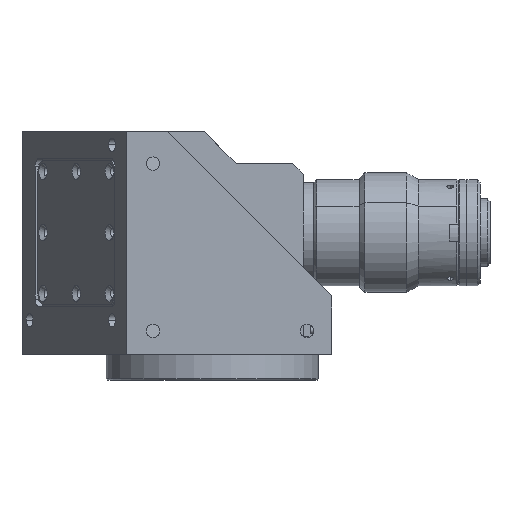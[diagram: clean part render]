
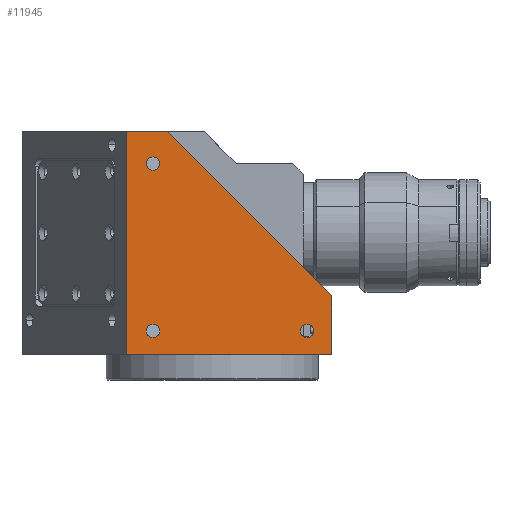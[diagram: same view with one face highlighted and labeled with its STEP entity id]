
A CAD part, front view. The second image highlights one B-rep face of the part: STEP entity #11945.
In plain terms, the highlighted planar face has unit normal (0, -1, 0).
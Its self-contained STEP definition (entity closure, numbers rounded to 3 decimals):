
#163 = CARTESIAN_POINT ( 'NONE',  ( -16.787, -44., 251.355 ) ) ;
#303 = ORIENTED_EDGE ( 'NONE', *, *, #10558, .F. ) ;
#378 = ORIENTED_EDGE ( 'NONE', *, *, #10575, .F. ) ;
#406 = ORIENTED_EDGE ( 'NONE', *, *, #607, .F. ) ;
#421 = ORIENTED_EDGE ( 'NONE', *, *, #12815, .F. ) ;
#429 = ORIENTED_EDGE ( 'NONE', *, *, #10553, .F. ) ;
#440 = VERTEX_POINT ( 'NONE', #163 ) ;
#505 = CARTESIAN_POINT ( 'NONE',  ( -22.304, -44., 173.855 ) ) ;
#607 = EDGE_CURVE ( 'NONE', #8928, #12141, #13103, .T. ) ;
#772 = VERTEX_POINT ( 'NONE', #13217 ) ;
#824 = EDGE_LOOP ( 'NONE', ( #378, #406 ) ) ;
#1403 = CARTESIAN_POINT ( 'NONE',  ( -22.304, -44., 236.855 ) ) ;
#1625 = CIRCLE ( 'NONE', #8432, 2.5 ) ;
#2183 = EDGE_LOOP ( 'NONE', ( #303, #6742 ) ) ;
#3052 = EDGE_LOOP ( 'NONE', ( #6885, #8680, #6900, #6930, #6945 ) ) ;
#3256 = VERTEX_POINT ( 'NONE', #5068 ) ;
#3904 = CARTESIAN_POINT ( 'NONE',  ( 35.696, -44., 178.855 ) ) ;
#4147 = CARTESIAN_POINT ( 'NONE',  ( 45., -44., 157.355 ) ) ;
#4173 = DIRECTION ( 'NONE',  ( 1., 0., 0. ) ) ;
#4178 = DIRECTION ( 'NONE',  ( 0., -1., 0. ) ) ;
#4393 = VERTEX_POINT ( 'NONE', #13414 ) ;
#4612 = PLANE ( 'NONE',  #9716 ) ;
#4747 = VERTEX_POINT ( 'NONE', #13250 ) ;
#5068 = CARTESIAN_POINT ( 'NONE',  ( -32.304, -44., 251.355 ) ) ;
#6238 = VECTOR ( 'NONE', #11782, 1000. ) ;
#6294 = CIRCLE ( 'NONE', #12323, 2.5 ) ;
#6316 = AXIS2_PLACEMENT_3D ( 'NONE', #13546, #13533, #13517 ) ;
#6471 = VERTEX_POINT ( 'NONE', #11399 ) ;
#6499 = LINE ( 'NONE', #11737, #6238 ) ;
#6519 = CIRCLE ( 'NONE', #12423, 2.5 ) ;
#6548 = CIRCLE ( 'NONE', #12444, 2.5 ) ;
#6561 = VECTOR ( 'NONE', #12325, 1000. ) ;
#6579 = VECTOR ( 'NONE', #12345, 1000. ) ;
#6620 = LINE ( 'NONE', #12611, #6579 ) ;
#6656 = LINE ( 'NONE', #12433, #6561 ) ;
#6742 = ORIENTED_EDGE ( 'NONE', *, *, #13953, .F. ) ;
#6837 = DIRECTION ( 'NONE',  ( 0., 0., -1. ) ) ;
#6843 = DIRECTION ( 'NONE',  ( 0., -1., 0. ) ) ;
#6885 = ORIENTED_EDGE ( 'NONE', *, *, #10524, .F. ) ;
#6888 = CARTESIAN_POINT ( 'NONE',  ( -22.304, -44., 176.355 ) ) ;
#6900 = ORIENTED_EDGE ( 'NONE', *, *, #9966, .F. ) ;
#6930 = ORIENTED_EDGE ( 'NONE', *, *, #10577, .T. ) ;
#6945 = ORIENTED_EDGE ( 'NONE', *, *, #10520, .T. ) ;
#7122 = VECTOR ( 'NONE', #13244, 1000. ) ;
#7166 = LINE ( 'NONE', #13255, #7122 ) ;
#7803 = DIRECTION ( 'NONE',  ( 0., 0., 1. ) ) ;
#8099 = AXIS2_PLACEMENT_3D ( 'NONE', #8771, #8517, #8687 ) ;
#8432 = AXIS2_PLACEMENT_3D ( 'NONE', #6888, #6843, #6837 ) ;
#8517 = DIRECTION ( 'NONE',  ( 0., -1., 0. ) ) ;
#8518 = CARTESIAN_POINT ( 'NONE',  ( -32.304, -44., 157.355 ) ) ;
#8680 = ORIENTED_EDGE ( 'NONE', *, *, #10423, .F. ) ;
#8687 = DIRECTION ( 'NONE',  ( 0., 0., -1. ) ) ;
#8771 = CARTESIAN_POINT ( 'NONE',  ( 35.696, -44., 176.355 ) ) ;
#8928 = VERTEX_POINT ( 'NONE', #3904 ) ;
#9178 = VECTOR ( 'NONE', #7803, 1000. ) ;
#9234 = EDGE_LOOP ( 'NONE', ( #429, #421 ) ) ;
#9240 = LINE ( 'NONE', #8518, #9178 ) ;
#9716 = AXIS2_PLACEMENT_3D ( 'NONE', #4147, #4178, #4173 ) ;
#9831 = FACE_OUTER_BOUND ( 'NONE', #3052, .T. ) ;
#9841 = FACE_BOUND ( 'NONE', #824, .T. ) ;
#9928 = FACE_BOUND ( 'NONE', #2183, .T. ) ;
#9966 = EDGE_CURVE ( 'NONE', #6471, #3256, #9240, .T. ) ;
#9993 = FACE_BOUND ( 'NONE', #9234, .T. ) ;
#10423 = EDGE_CURVE ( 'NONE', #3256, #440, #7166, .T. ) ;
#10455 = VERTEX_POINT ( 'NONE', #13035 ) ;
#10520 = EDGE_CURVE ( 'NONE', #772, #10455, #6620, .T. ) ;
#10524 = EDGE_CURVE ( 'NONE', #440, #10455, #6656, .T. ) ;
#10553 = EDGE_CURVE ( 'NONE', #13426, #4393, #6548, .T. ) ;
#10558 = EDGE_CURVE ( 'NONE', #13894, #4747, #6519, .T. ) ;
#10575 = EDGE_CURVE ( 'NONE', #12141, #8928, #6294, .T. ) ;
#10577 = EDGE_CURVE ( 'NONE', #6471, #772, #6499, .T. ) ;
#11399 = CARTESIAN_POINT ( 'NONE',  ( -32.304, -44., 167.355 ) ) ;
#11701 = DIRECTION ( 'NONE',  ( 0., 0., -1. ) ) ;
#11719 = DIRECTION ( 'NONE',  ( 0., -1., 0. ) ) ;
#11733 = CARTESIAN_POINT ( 'NONE',  ( 35.696, -44., 176.355 ) ) ;
#11737 = CARTESIAN_POINT ( 'NONE',  ( 45., -44., 167.355 ) ) ;
#11782 = DIRECTION ( 'NONE',  ( 1., 0., 0. ) ) ;
#11945 = ADVANCED_FACE ( 'NONE', ( #9928, #9841, #9993, #9831 ), #4612, .T. ) ;
#12008 = DIRECTION ( 'NONE',  ( 0., 0., -1. ) ) ;
#12017 = DIRECTION ( 'NONE',  ( 0., -1., 0. ) ) ;
#12020 = CARTESIAN_POINT ( 'NONE',  ( -22.304, -44., 239.355 ) ) ;
#12102 = DIRECTION ( 'NONE',  ( 0., 0., -1. ) ) ;
#12105 = DIRECTION ( 'NONE',  ( 0., -1., 0. ) ) ;
#12123 = CARTESIAN_POINT ( 'NONE',  ( -22.304, -44., 176.355 ) ) ;
#12141 = VERTEX_POINT ( 'NONE', #13395 ) ;
#12323 = AXIS2_PLACEMENT_3D ( 'NONE', #11733, #11719, #11701 ) ;
#12325 = DIRECTION ( 'NONE',  ( 0.707, 0., -0.707 ) ) ;
#12345 = DIRECTION ( 'NONE',  ( 0., 0., 1. ) ) ;
#12423 = AXIS2_PLACEMENT_3D ( 'NONE', #12020, #12017, #12008 ) ;
#12433 = CARTESIAN_POINT ( 'NONE',  ( -16.787, -44., 251.355 ) ) ;
#12444 = AXIS2_PLACEMENT_3D ( 'NONE', #12123, #12105, #12102 ) ;
#12611 = CARTESIAN_POINT ( 'NONE',  ( 45., -44., 157.355 ) ) ;
#12815 = EDGE_CURVE ( 'NONE', #4393, #13426, #1625, .T. ) ;
#13035 = CARTESIAN_POINT ( 'NONE',  ( 45., -44., 189.568 ) ) ;
#13073 = CIRCLE ( 'NONE', #6316, 2.5 ) ;
#13103 = CIRCLE ( 'NONE', #8099, 2.5 ) ;
#13217 = CARTESIAN_POINT ( 'NONE',  ( 45., -44., 167.355 ) ) ;
#13244 = DIRECTION ( 'NONE',  ( 1., 0., 0. ) ) ;
#13250 = CARTESIAN_POINT ( 'NONE',  ( -22.304, -44., 241.855 ) ) ;
#13255 = CARTESIAN_POINT ( 'NONE',  ( 45., -44., 251.355 ) ) ;
#13395 = CARTESIAN_POINT ( 'NONE',  ( 35.696, -44., 173.855 ) ) ;
#13414 = CARTESIAN_POINT ( 'NONE',  ( -22.304, -44., 178.855 ) ) ;
#13426 = VERTEX_POINT ( 'NONE', #505 ) ;
#13517 = DIRECTION ( 'NONE',  ( 0., 0., -1. ) ) ;
#13533 = DIRECTION ( 'NONE',  ( 0., -1., 0. ) ) ;
#13546 = CARTESIAN_POINT ( 'NONE',  ( -22.304, -44., 239.355 ) ) ;
#13894 = VERTEX_POINT ( 'NONE', #1403 ) ;
#13953 = EDGE_CURVE ( 'NONE', #4747, #13894, #13073, .T. ) ;
